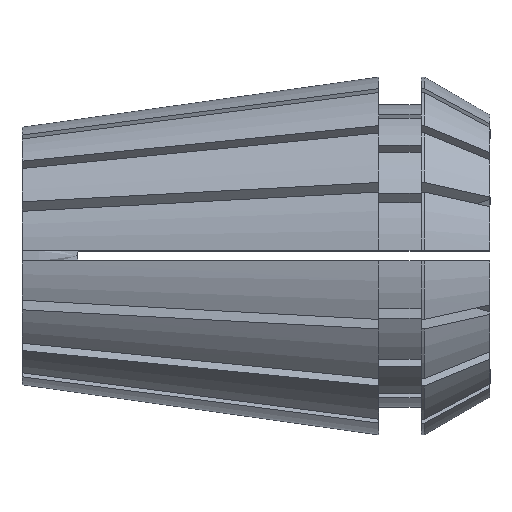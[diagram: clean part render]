
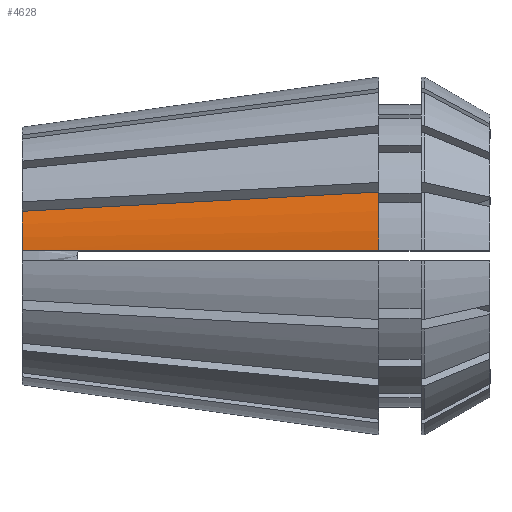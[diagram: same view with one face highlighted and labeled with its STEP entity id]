
A CAD part, top view. The second image highlights one B-rep face of the part: STEP entity #4628.
In plain terms, the highlighted conical face has half-angle 8 degrees and reference radius 13 mm.
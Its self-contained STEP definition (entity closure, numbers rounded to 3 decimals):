
#113 = CIRCLE ( 'NONE', #1985, 9.36 ) ;
#131 = CARTESIAN_POINT ( 'NONE',  ( 0., 3.233, 8.784 ) ) ;
#216 = CIRCLE ( 'NONE', #5455, 13. ) ;
#244 = B_SPLINE_CURVE_WITH_KNOTS ( 'NONE', 3,
 ( #431, #3554, #887, #4001, #1342, #4465, #1783, #4918, #2239, #5373 ),
 .UNSPECIFIED., .F., .F.,
 ( 4, 3, 3, 4 ),
 ( 0.051, 0.057, 0.074, 0.078 ),
 .UNSPECIFIED. ) ;
#245 = CARTESIAN_POINT ( 'NONE',  ( 0., 0., 0. ) ) ;
#431 = CARTESIAN_POINT ( 'NONE',  ( 25.9, 0.375, 12.995 ) ) ;
#621 = DIRECTION ( 'NONE',  ( -1., 0., 0. ) ) ;
#641 = FACE_OUTER_BOUND ( 'NONE', #4129, .T. ) ;
#887 = CARTESIAN_POINT ( 'NONE',  ( 22.187, 0.375, 12.473 ) ) ;
#915 = ORIENTED_EDGE ( 'NONE', *, *, #3190, .F. ) ;
#925 = VERTEX_POINT ( 'NONE', #4763 ) ;
#1054 = CARTESIAN_POINT ( 'NONE',  ( 10.849, 3.817, 10.194 ) ) ;
#1151 = DIRECTION ( 'NONE',  ( -1., 0., 0. ) ) ;
#1342 = CARTESIAN_POINT ( 'NONE',  ( 14.641, 0.375, 11.412 ) ) ;
#1344 = VERTEX_POINT ( 'NONE', #2175 ) ;
#1505 = CARTESIAN_POINT ( 'NONE',  ( 19.482, 4.281, 11.316 ) ) ;
#1678 = VERTEX_POINT ( 'NONE', #1884 ) ;
#1783 = CARTESIAN_POINT ( 'NONE',  ( 3.261, 0.375, 9.811 ) ) ;
#1884 = CARTESIAN_POINT ( 'NONE',  ( 25.9, 4.626, 12.149 ) ) ;
#1943 = CARTESIAN_POINT ( 'NONE',  ( 25.9, 4.626, 12.149 ) ) ;
#1985 = AXIS2_PLACEMENT_3D ( 'NONE', #245, #621, #2973 ) ;
#1991 = CARTESIAN_POINT ( 'NONE',  ( 25.9, 0., 0. ) ) ;
#2175 = CARTESIAN_POINT ( 'NONE',  ( 0., 0.375, 9.353 ) ) ;
#2239 = CARTESIAN_POINT ( 'NONE',  ( 1.087, 0.375, 9.506 ) ) ;
#2301 = EDGE_CURVE ( 'NONE', #1344, #4408, #113, .T. ) ;
#2457 = CONICAL_SURFACE ( 'NONE', #5691, 13., 0.14 ) ;
#2640 = ORIENTED_EDGE ( 'NONE', *, *, #2301, .F. ) ;
#2827 = B_SPLINE_CURVE_WITH_KNOTS ( 'NONE', 3,
 ( #131, #5524, #1054, #4163, #1505, #4626, #1943 ),
 .UNSPECIFIED., .F., .F.,
 ( 4, 3, 4 ),
 ( 0., 0.016, 0.026 ),
 .UNSPECIFIED. ) ;
#2973 = DIRECTION ( 'NONE',  ( 0., 0., 1. ) ) ;
#3190 = EDGE_CURVE ( 'NONE', #4408, #1678, #2827, .T. ) ;
#3554 = CARTESIAN_POINT ( 'NONE',  ( 24.044, 0.375, 12.734 ) ) ;
#3753 = DIRECTION ( 'NONE',  ( 0., 0., -1. ) ) ;
#3804 = CARTESIAN_POINT ( 'NONE',  ( 25.9, 0., 0. ) ) ;
#4001 = CARTESIAN_POINT ( 'NONE',  ( 20.331, 0.375, 12.212 ) ) ;
#4129 = EDGE_LOOP ( 'NONE', ( #915, #2640, #4204, #4340 ) ) ;
#4163 = CARTESIAN_POINT ( 'NONE',  ( 16.273, 4.108, 10.899 ) ) ;
#4204 = ORIENTED_EDGE ( 'NONE', *, *, #4342, .F. ) ;
#4257 = DIRECTION ( 'NONE',  ( 0., 0., 1. ) ) ;
#4340 = ORIENTED_EDGE ( 'NONE', *, *, #4662, .T. ) ;
#4342 = EDGE_CURVE ( 'NONE', #925, #1344, #244, .T. ) ;
#4408 = VERTEX_POINT ( 'NONE', #4960 ) ;
#4465 = CARTESIAN_POINT ( 'NONE',  ( 8.951, 0.375, 10.612 ) ) ;
#4626 = CARTESIAN_POINT ( 'NONE',  ( 22.691, 4.454, 11.732 ) ) ;
#4628 = ADVANCED_FACE ( 'NONE', ( #641 ), #2457, .T. ) ;
#4662 = EDGE_CURVE ( 'NONE', #925, #1678, #216, .T. ) ;
#4763 = CARTESIAN_POINT ( 'NONE',  ( 25.9, 0.375, 12.995 ) ) ;
#4918 = CARTESIAN_POINT ( 'NONE',  ( 2.174, 0.375, 9.659 ) ) ;
#4960 = CARTESIAN_POINT ( 'NONE',  ( 0., 3.233, 8.784 ) ) ;
#5133 = DIRECTION ( 'NONE',  ( 1., 0., 0. ) ) ;
#5373 = CARTESIAN_POINT ( 'NONE',  ( 0., 0.375, 9.353 ) ) ;
#5455 = AXIS2_PLACEMENT_3D ( 'NONE', #3804, #1151, #4257 ) ;
#5524 = CARTESIAN_POINT ( 'NONE',  ( 5.424, 3.525, 9.489 ) ) ;
#5691 = AXIS2_PLACEMENT_3D ( 'NONE', #1991, #5133, #3753 ) ;
